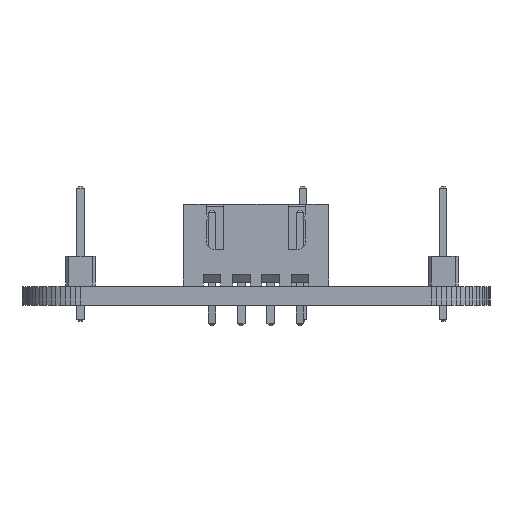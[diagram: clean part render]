
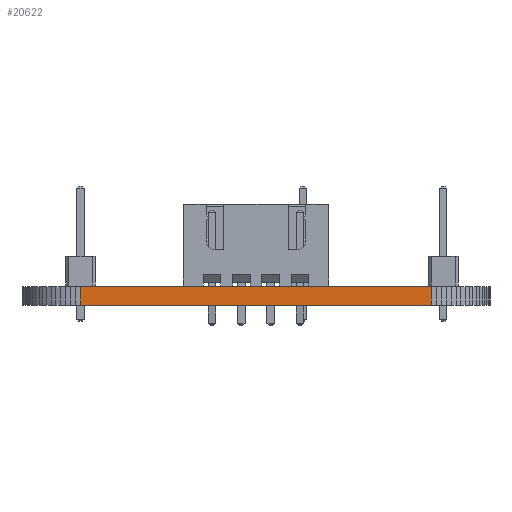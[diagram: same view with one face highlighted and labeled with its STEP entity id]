
A CAD part, left-side view. The second image highlights one B-rep face of the part: STEP entity #20622.
In plain terms, the highlighted planar face has unit normal (-1, 0, 0).
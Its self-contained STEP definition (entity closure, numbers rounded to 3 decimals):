
#11628 = PLANE('',#11629);
#11629 = AXIS2_PLACEMENT_3D('',#11630,#11631,#11632);
#11630 = CARTESIAN_POINT('',(46.,16.,1.58));
#11631 = DIRECTION('',(-0.,-0.,-1.));
#11632 = DIRECTION('',(-1.,0.,0.));
#11682 = PLANE('',#11683);
#11683 = AXIS2_PLACEMENT_3D('',#11684,#11685,#11686);
#11684 = CARTESIAN_POINT('',(46.,16.,0.));
#11685 = DIRECTION('',(-0.,-0.,-1.));
#11686 = DIRECTION('',(-1.,0.,0.));
#13303 = VERTEX_POINT('',#13304);
#13304 = CARTESIAN_POINT('',(-4.,1.,0.));
#13318 = PLANE('',#13319);
#13319 = AXIS2_PLACEMENT_3D('',#13320,#13321,#13322);
#13320 = CARTESIAN_POINT('',(-3.981,0.564,0.));
#13321 = DIRECTION('',(-0.999,-0.044,0.));
#13322 = DIRECTION('',(-0.044,0.999,0.));
#13330 = EDGE_CURVE('',#13303,#13331,#13333,.T.);
#13331 = VERTEX_POINT('',#13332);
#13332 = CARTESIAN_POINT('',(-4.,31.,0.));
#13333 = SURFACE_CURVE('',#13334,(#13338,#13345),.PCURVE_S1.);
#13334 = LINE('',#13335,#13336);
#13335 = CARTESIAN_POINT('',(-4.,1.,0.));
#13336 = VECTOR('',#13337,1.);
#13337 = DIRECTION('',(0.,1.,0.));
#13338 = PCURVE('',#11682,#13339);
#13339 = DEFINITIONAL_REPRESENTATION('',(#13340),#13344);
#13340 = LINE('',#13341,#13342);
#13341 = CARTESIAN_POINT('',(50.,-15.));
#13342 = VECTOR('',#13343,1.);
#13343 = DIRECTION('',(0.,1.));
#13344 = ( GEOMETRIC_REPRESENTATION_CONTEXT(2) 
PARAMETRIC_REPRESENTATION_CONTEXT() REPRESENTATION_CONTEXT('2D SPACE',''
  ) );
#13345 = PCURVE('',#13346,#13351);
#13346 = PLANE('',#13347);
#13347 = AXIS2_PLACEMENT_3D('',#13348,#13349,#13350);
#13348 = CARTESIAN_POINT('',(-4.,1.,0.));
#13349 = DIRECTION('',(-1.,0.,0.));
#13350 = DIRECTION('',(0.,1.,0.));
#13351 = DEFINITIONAL_REPRESENTATION('',(#13352),#13356);
#13352 = LINE('',#13353,#13354);
#13353 = CARTESIAN_POINT('',(0.,0.));
#13354 = VECTOR('',#13355,1.);
#13355 = DIRECTION('',(1.,0.));
#13356 = ( GEOMETRIC_REPRESENTATION_CONTEXT(2) 
PARAMETRIC_REPRESENTATION_CONTEXT() REPRESENTATION_CONTEXT('2D SPACE',''
  ) );
#13374 = PLANE('',#13375);
#13375 = AXIS2_PLACEMENT_3D('',#13376,#13377,#13378);
#13376 = CARTESIAN_POINT('',(-4.,31.,0.));
#13377 = DIRECTION('',(-0.999,0.044,0.));
#13378 = DIRECTION('',(0.044,0.999,0.));
#17256 = VERTEX_POINT('',#17257);
#17257 = CARTESIAN_POINT('',(-4.,1.,1.58));
#17278 = EDGE_CURVE('',#17256,#17279,#17281,.T.);
#17279 = VERTEX_POINT('',#17280);
#17280 = CARTESIAN_POINT('',(-4.,31.,1.58));
#17281 = SURFACE_CURVE('',#17282,(#17286,#17293),.PCURVE_S1.);
#17282 = LINE('',#17283,#17284);
#17283 = CARTESIAN_POINT('',(-4.,1.,1.58));
#17284 = VECTOR('',#17285,1.);
#17285 = DIRECTION('',(0.,1.,0.));
#17286 = PCURVE('',#11628,#17287);
#17287 = DEFINITIONAL_REPRESENTATION('',(#17288),#17292);
#17288 = LINE('',#17289,#17290);
#17289 = CARTESIAN_POINT('',(50.,-15.));
#17290 = VECTOR('',#17291,1.);
#17291 = DIRECTION('',(0.,1.));
#17292 = ( GEOMETRIC_REPRESENTATION_CONTEXT(2) 
PARAMETRIC_REPRESENTATION_CONTEXT() REPRESENTATION_CONTEXT('2D SPACE',''
  ) );
#17293 = PCURVE('',#13346,#17294);
#17294 = DEFINITIONAL_REPRESENTATION('',(#17295),#17299);
#17295 = LINE('',#17296,#17297);
#17296 = CARTESIAN_POINT('',(0.,-1.58));
#17297 = VECTOR('',#17298,1.);
#17298 = DIRECTION('',(1.,0.));
#17299 = ( GEOMETRIC_REPRESENTATION_CONTEXT(2) 
PARAMETRIC_REPRESENTATION_CONTEXT() REPRESENTATION_CONTEXT('2D SPACE',''
  ) );
#20572 = EDGE_CURVE('',#13331,#17279,#20573,.T.);
#20573 = SURFACE_CURVE('',#20574,(#20578,#20585),.PCURVE_S1.);
#20574 = LINE('',#20575,#20576);
#20575 = CARTESIAN_POINT('',(-4.,31.,0.));
#20576 = VECTOR('',#20577,1.);
#20577 = DIRECTION('',(0.,0.,1.));
#20578 = PCURVE('',#13374,#20579);
#20579 = DEFINITIONAL_REPRESENTATION('',(#20580),#20584);
#20580 = LINE('',#20581,#20582);
#20581 = CARTESIAN_POINT('',(0.,0.));
#20582 = VECTOR('',#20583,1.);
#20583 = DIRECTION('',(0.,-1.));
#20584 = ( GEOMETRIC_REPRESENTATION_CONTEXT(2) 
PARAMETRIC_REPRESENTATION_CONTEXT() REPRESENTATION_CONTEXT('2D SPACE',''
  ) );
#20585 = PCURVE('',#13346,#20586);
#20586 = DEFINITIONAL_REPRESENTATION('',(#20587),#20591);
#20587 = LINE('',#20588,#20589);
#20588 = CARTESIAN_POINT('',(30.,0.));
#20589 = VECTOR('',#20590,1.);
#20590 = DIRECTION('',(0.,-1.));
#20591 = ( GEOMETRIC_REPRESENTATION_CONTEXT(2) 
PARAMETRIC_REPRESENTATION_CONTEXT() REPRESENTATION_CONTEXT('2D SPACE',''
  ) );
#20622 = ADVANCED_FACE('',(#20623),#13346,.T.);
#20623 = FACE_BOUND('',#20624,.T.);
#20624 = EDGE_LOOP('',(#20625,#20646,#20647,#20648));
#20625 = ORIENTED_EDGE('',*,*,#20626,.T.);
#20626 = EDGE_CURVE('',#13303,#17256,#20627,.T.);
#20627 = SURFACE_CURVE('',#20628,(#20632,#20639),.PCURVE_S1.);
#20628 = LINE('',#20629,#20630);
#20629 = CARTESIAN_POINT('',(-4.,1.,0.));
#20630 = VECTOR('',#20631,1.);
#20631 = DIRECTION('',(0.,0.,1.));
#20632 = PCURVE('',#13346,#20633);
#20633 = DEFINITIONAL_REPRESENTATION('',(#20634),#20638);
#20634 = LINE('',#20635,#20636);
#20635 = CARTESIAN_POINT('',(0.,0.));
#20636 = VECTOR('',#20637,1.);
#20637 = DIRECTION('',(0.,-1.));
#20638 = ( GEOMETRIC_REPRESENTATION_CONTEXT(2) 
PARAMETRIC_REPRESENTATION_CONTEXT() REPRESENTATION_CONTEXT('2D SPACE',''
  ) );
#20639 = PCURVE('',#13318,#20640);
#20640 = DEFINITIONAL_REPRESENTATION('',(#20641),#20645);
#20641 = LINE('',#20642,#20643);
#20642 = CARTESIAN_POINT('',(0.436,0.));
#20643 = VECTOR('',#20644,1.);
#20644 = DIRECTION('',(0.,-1.));
#20645 = ( GEOMETRIC_REPRESENTATION_CONTEXT(2) 
PARAMETRIC_REPRESENTATION_CONTEXT() REPRESENTATION_CONTEXT('2D SPACE',''
  ) );
#20646 = ORIENTED_EDGE('',*,*,#17278,.T.);
#20647 = ORIENTED_EDGE('',*,*,#20572,.F.);
#20648 = ORIENTED_EDGE('',*,*,#13330,.F.);
